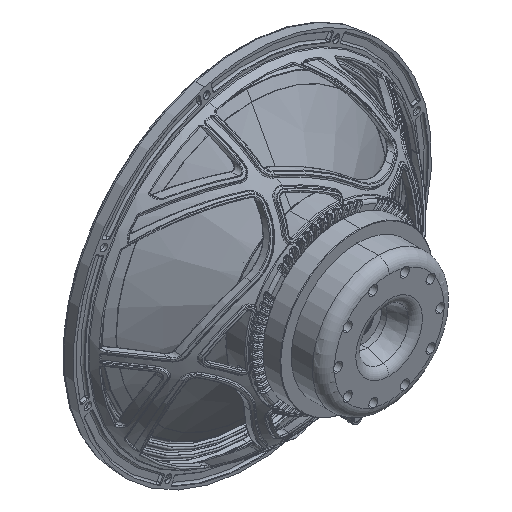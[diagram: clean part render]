
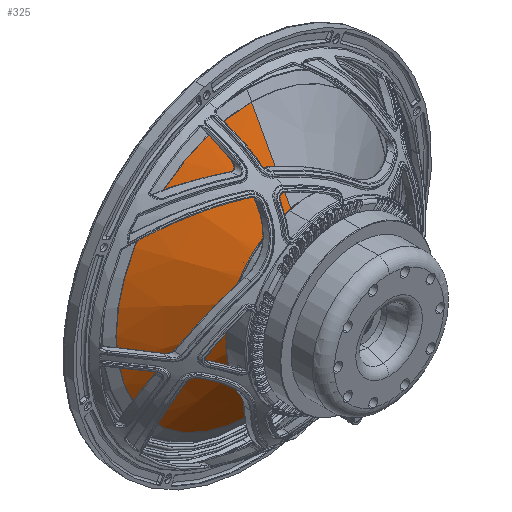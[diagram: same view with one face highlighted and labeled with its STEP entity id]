
A CAD part, isometric view. The second image highlights one B-rep face of the part: STEP entity #325.
In plain terms, the highlighted conical face has half-angle 61.567 degrees and reference radius 39.5 mm.
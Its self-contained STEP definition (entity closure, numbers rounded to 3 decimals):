
#325 = ADVANCED_FACE ( 'NONE', ( #88774 ), #156073, .T. ) ;
#4012 = VERTEX_POINT ( 'NONE', #20828 ) ;
#20828 = CARTESIAN_POINT ( 'NONE',  ( 45.631, 195.9, 260.191 ) ) ;
#23557 = CARTESIAN_POINT ( 'NONE',  ( 45.631, 195.9, 112.191 ) ) ;
#25399 = VERTEX_POINT ( 'NONE', #56396 ) ;
#25653 = DIRECTION ( 'NONE',  ( 0., 1., 0. ) ) ;
#25687 = EDGE_CURVE ( 'NONE', #154863, #4012, #57866, .T. ) ;
#30451 = DIRECTION ( 'NONE',  ( 0., 1., 0. ) ) ;
#30752 = CARTESIAN_POINT ( 'NONE',  ( 45.631, 137.153, 72.691 ) ) ;
#44703 = CIRCLE ( 'NONE', #137445, 148. ) ;
#45523 = EDGE_CURVE ( 'NONE', #25399, #154863, #69714, .T. ) ;
#49564 = VERTEX_POINT ( 'NONE', #144100 ) ;
#56396 = CARTESIAN_POINT ( 'NONE',  ( 45.631, 143.38, 61.191 ) ) ;
#57866 = LINE ( 'NONE', #108465, #148432 ) ;
#64787 = ORIENTED_EDGE ( 'NONE', *, *, #45523, .T. ) ;
#69714 = CIRCLE ( 'NONE', #162485, 51. ) ;
#74236 = DIRECTION ( 'NONE',  ( 0., -1., 0. ) ) ;
#76331 = DIRECTION ( 'NONE',  ( 0., 0., 1. ) ) ;
#81123 = DIRECTION ( 'NONE',  ( 0., 0., 1. ) ) ;
#81421 = DIRECTION ( 'NONE',  ( 0., 0.476, -0.879 ) ) ;
#84446 = ORIENTED_EDGE ( 'NONE', *, *, #112295, .T. ) ;
#88774 = FACE_OUTER_BOUND ( 'NONE', #91795, .T. ) ;
#91795 = EDGE_LOOP ( 'NONE', ( #154555, #64787, #106277, #84446 ) ) ;
#92283 = EDGE_CURVE ( 'NONE', #25399, #49564, #144439, .T. ) ;
#106277 = ORIENTED_EDGE ( 'NONE', *, *, #25687, .T. ) ;
#108465 = CARTESIAN_POINT ( 'NONE',  ( 45.631, 137.153, 151.691 ) ) ;
#112295 = EDGE_CURVE ( 'NONE', #4012, #49564, #44703, .T. ) ;
#119117 = CARTESIAN_POINT ( 'NONE',  ( 45.631, 143.38, 163.191 ) ) ;
#124783 = DIRECTION ( 'NONE',  ( 0., 0., -1. ) ) ;
#137366 = AXIS2_PLACEMENT_3D ( 'NONE', #139341, #25653, #76331 ) ;
#137445 = AXIS2_PLACEMENT_3D ( 'NONE', #23557, #74236, #124783 ) ;
#139341 = CARTESIAN_POINT ( 'NONE',  ( 45.631, 137.153, 112.191 ) ) ;
#144100 = CARTESIAN_POINT ( 'NONE',  ( 45.631, 195.9, -35.809 ) ) ;
#144133 = CARTESIAN_POINT ( 'NONE',  ( 45.631, 143.38, 112.191 ) ) ;
#144439 = LINE ( 'NONE', #30752, #155263 ) ;
#148432 = VECTOR ( 'NONE', #159089, 1000. ) ;
#154555 = ORIENTED_EDGE ( 'NONE', *, *, #92283, .F. ) ;
#154863 = VERTEX_POINT ( 'NONE', #119117 ) ;
#155263 = VECTOR ( 'NONE', #81421, 1000. ) ;
#156073 = CONICAL_SURFACE ( 'NONE', #137366, 39.5, 1.075 ) ;
#159089 = DIRECTION ( 'NONE',  ( 0., 0.476, 0.879 ) ) ;
#162485 = AXIS2_PLACEMENT_3D ( 'NONE', #144133, #30451, #81123 ) ;
